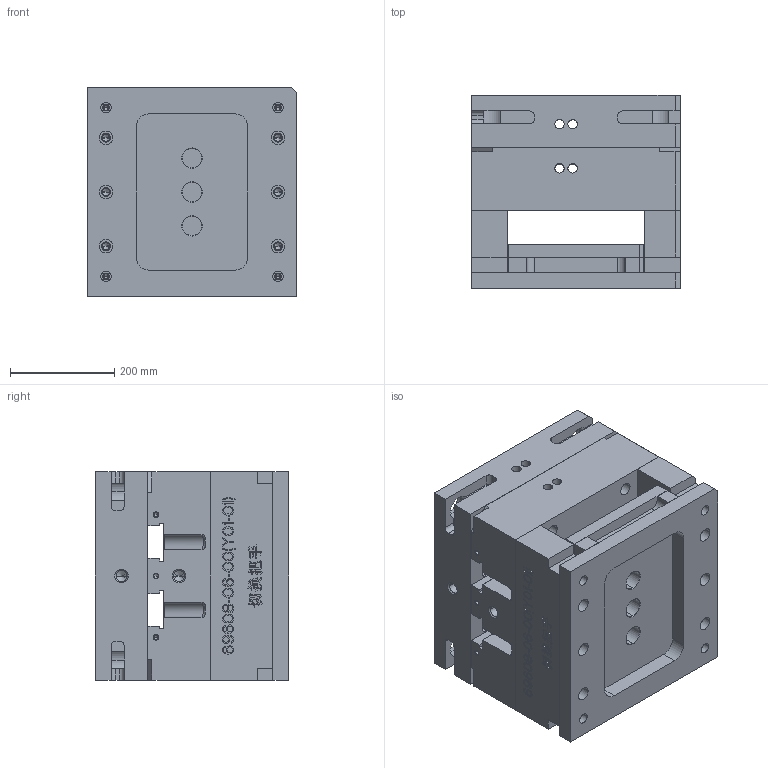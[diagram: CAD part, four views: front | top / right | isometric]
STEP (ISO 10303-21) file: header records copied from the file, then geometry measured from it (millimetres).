
FILE_DESCRIPTION((''),'2;1');
FILE_NAME('4040_ASM','2018-09-10T',('Administrator'),(''),'PRO/ENGINEER BY PARAMETRIC TECHNOLOGY CORPORATION, 2009280','PRO/ENGINEER BY PARAMETRIC TECHNOLOGY CORPORATION, 2009280','');
FILE_SCHEMA(('CONFIG_CONTROL_DESIGN'));
Length unit declared in the file: millimetre
Products named in the file (7): B-BAN_; A-BAN_; M-J; DZ-D-BAN; DZ-M-BAN; D-BAN; 4040_ASM
Assembly tree (6 placements, depth 2):
  4040_ASM
    B-BAN_
    A-BAN_
    M-J
    DZ-D-BAN
    DZ-M-BAN
    D-BAN
Bounding box: 400 x 370.4 x 400 mm (x, y, z)
Volume: 39323306.8 mm3; surface area: 2576330.9 mm2
Topology: 7 solids, 7 shells, 1756 faces, 4775 edges, 3103 vertices
Faces by surface type: plane 1170, cylinder 414, cone 162, bspline 6, torus 4
Entity records: 55947 total; most frequent: CARTESIAN_POINT 10483, ORIENTED_EDGE 9466, DIRECTION 9133, EDGE_CURVE 4733, VECTOR 3759, LINE 3759, VERTEX_POINT 3103, AXIS2_PLACEMENT_3D 2687
